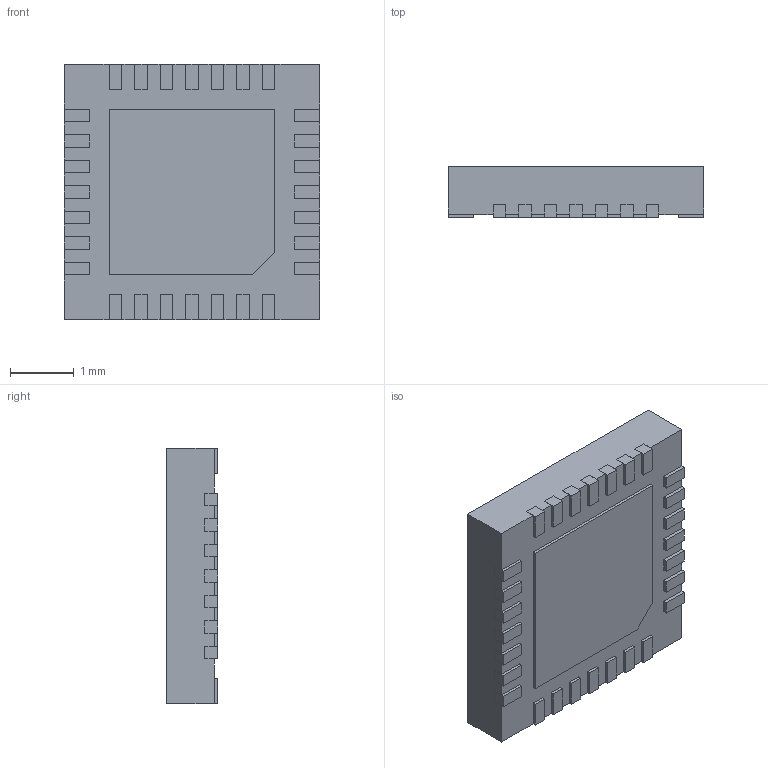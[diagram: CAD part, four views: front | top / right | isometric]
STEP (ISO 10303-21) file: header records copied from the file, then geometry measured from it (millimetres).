
FILE_DESCRIPTION (( 'STEP AP214' ), '1' );
FILE_NAME ('MAX31790ATI+T.STEP', '2019-01-24T13:34:43', ( '' ), ( '' ), 'SwSTEP 2.0', 'SolidWorks 2017', '' );
FILE_SCHEMA (( 'AUTOMOTIVE_DESIGN' ));
Length unit declared in the file: millimetre
Products named in the file (1): MAX31790ATI+T
Bounding box: 4 x 0.8 x 4 mm (x, y, z)
Volume: 12.4 mm3; surface area: 75.8 mm2
Topology: 31 solids, 31 shells, 306 faces, 726 edges, 484 vertices
Faces by surface type: plane 302, cylinder 4
Entity records: 8942 total; most frequent: CARTESIAN_POINT 1517, ORIENTED_EDGE 1452, DIRECTION 1348, EDGE_CURVE 726, VECTOR 718, LINE 718, VERTEX_POINT 484, AXIS2_PLACEMENT_3D 315
